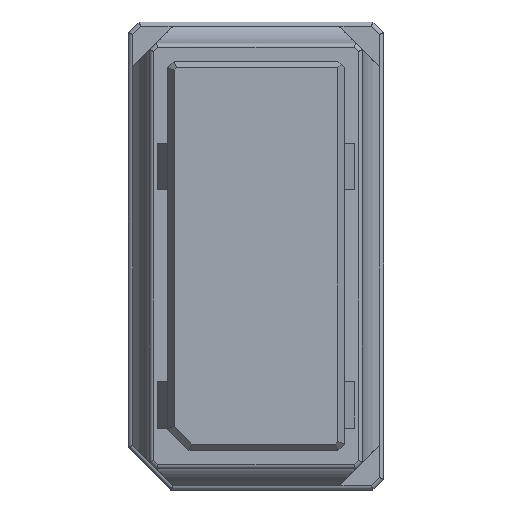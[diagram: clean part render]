
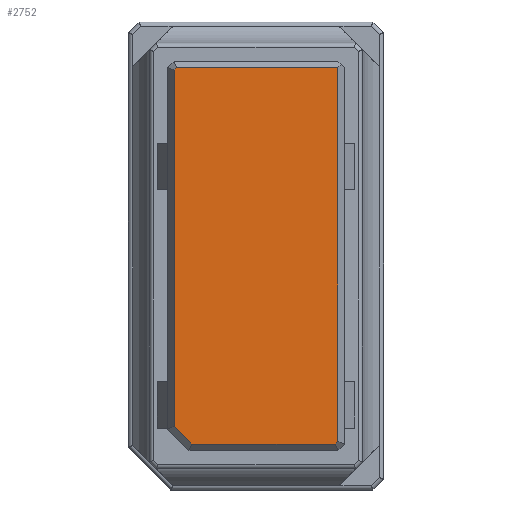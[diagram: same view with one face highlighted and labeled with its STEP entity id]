
A CAD part, top view. The second image highlights one B-rep face of the part: STEP entity #2752.
In plain terms, the highlighted planar face has unit normal (0, 0, 1).
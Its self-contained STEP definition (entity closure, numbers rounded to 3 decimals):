
#166=B_SPLINE_CURVE_WITH_KNOTS('',3,(#4099,#4100,#4101,#4102),
 .UNSPECIFIED.,.F.,.F.,(4,4),(0.,1.),.UNSPECIFIED.);
#167=B_SPLINE_CURVE_WITH_KNOTS('',3,(#4104,#4105,#4106,#4107),
 .UNSPECIFIED.,.F.,.F.,(4,4),(0.,1.),.UNSPECIFIED.);
#168=B_SPLINE_CURVE_WITH_KNOTS('',3,(#4109,#4110,#4111,#4112),
 .UNSPECIFIED.,.F.,.F.,(4,4),(0.,1.),.UNSPECIFIED.);
#169=B_SPLINE_CURVE_WITH_KNOTS('',3,(#4114,#4115,#4116,#4117),
 .UNSPECIFIED.,.F.,.F.,(4,4),(0.,1.),.UNSPECIFIED.);
#170=B_SPLINE_CURVE_WITH_KNOTS('',3,(#4119,#4120,#4121,#4122),
 .UNSPECIFIED.,.F.,.F.,(4,4),(0.,1.),.UNSPECIFIED.);
#248=ORIENTED_EDGE('',*,*,#1054,.T.);
#249=ORIENTED_EDGE('',*,*,#1055,.T.);
#250=ORIENTED_EDGE('',*,*,#1056,.T.);
#251=ORIENTED_EDGE('',*,*,#1057,.T.);
#252=ORIENTED_EDGE('',*,*,#1058,.T.);
#253=ORIENTED_EDGE('',*,*,#1059,.T.);
#254=ORIENTED_EDGE('',*,*,#1060,.T.);
#1054=EDGE_CURVE('',#1456,#1457,#1703,.T.);
#1055=EDGE_CURVE('',#1457,#1458,#1704,.T.);
#1056=EDGE_CURVE('',#1458,#1459,#166,.T.);
#1057=EDGE_CURVE('',#1459,#1460,#167,.T.);
#1058=EDGE_CURVE('',#1460,#1461,#168,.T.);
#1059=EDGE_CURVE('',#1461,#1462,#169,.T.);
#1060=EDGE_CURVE('',#1462,#1456,#170,.T.);
#1456=VERTEX_POINT('',#4095);
#1457=VERTEX_POINT('',#4096);
#1458=VERTEX_POINT('',#4098);
#1459=VERTEX_POINT('',#4103);
#1460=VERTEX_POINT('',#4108);
#1461=VERTEX_POINT('',#4113);
#1462=VERTEX_POINT('',#4118);
#1703=LINE('',#4094,#1997);
#1704=LINE('',#4097,#1998);
#1997=VECTOR('',#3260,1000.);
#1998=VECTOR('',#3261,1000.);
#2267=EDGE_LOOP('',(#248,#249,#250,#251,#252,#253,#254));
#2454=FACE_BOUND('',#2267,.T.);
#2633=PLANE('',#2956);
#2752=ADVANCED_FACE('',(#2454),#2633,.F.);
#2956=AXIS2_PLACEMENT_3D('',#4093,#3258,#3259);
#3258=DIRECTION('',(0.,0.,-1.));
#3259=DIRECTION('',(-1.,0.,0.));
#3260=DIRECTION('',(0.,1.,0.));
#3261=DIRECTION('',(-1.,0.,0.));
#4093=CARTESIAN_POINT('',(0.,0.,14.2));
#4094=CARTESIAN_POINT('',(3.85,14.85,14.2));
#4095=CARTESIAN_POINT('',(3.85,-2.726,14.2));
#4096=CARTESIAN_POINT('',(3.85,14.85,14.2));
#4097=CARTESIAN_POINT('',(-3.85,14.85,14.2));
#4098=CARTESIAN_POINT('',(-3.726,14.85,14.2));
#4099=CARTESIAN_POINT('',(-3.726,14.85,14.2));
#4100=CARTESIAN_POINT('',(-3.767,14.809,14.2));
#4101=CARTESIAN_POINT('',(-3.809,14.767,14.2));
#4102=CARTESIAN_POINT('',(-3.85,14.726,14.2));
#4103=CARTESIAN_POINT('',(-3.85,14.726,14.2));
#4104=CARTESIAN_POINT('',(-3.85,14.726,14.2));
#4105=CARTESIAN_POINT('',(-3.85,9.142,14.2));
#4106=CARTESIAN_POINT('',(-3.85,3.558,14.2));
#4107=CARTESIAN_POINT('',(-3.85,-2.026,14.2));
#4108=CARTESIAN_POINT('',(-3.85,-2.026,14.2));
#4109=CARTESIAN_POINT('',(-3.85,-2.026,14.2));
#4110=CARTESIAN_POINT('',(-3.575,-2.3,14.2));
#4111=CARTESIAN_POINT('',(-3.3,-2.575,14.2));
#4112=CARTESIAN_POINT('',(-3.026,-2.85,14.2));
#4113=CARTESIAN_POINT('',(-3.026,-2.85,14.2));
#4114=CARTESIAN_POINT('',(-3.026,-2.85,14.2));
#4115=CARTESIAN_POINT('',(-0.775,-2.85,14.2));
#4116=CARTESIAN_POINT('',(1.475,-2.85,14.2));
#4117=CARTESIAN_POINT('',(3.726,-2.85,14.2));
#4118=CARTESIAN_POINT('',(3.726,-2.85,14.2));
#4119=CARTESIAN_POINT('',(3.726,-2.85,14.2));
#4120=CARTESIAN_POINT('',(3.767,-2.809,14.2));
#4121=CARTESIAN_POINT('',(3.809,-2.767,14.2));
#4122=CARTESIAN_POINT('',(3.85,-2.726,14.2));
